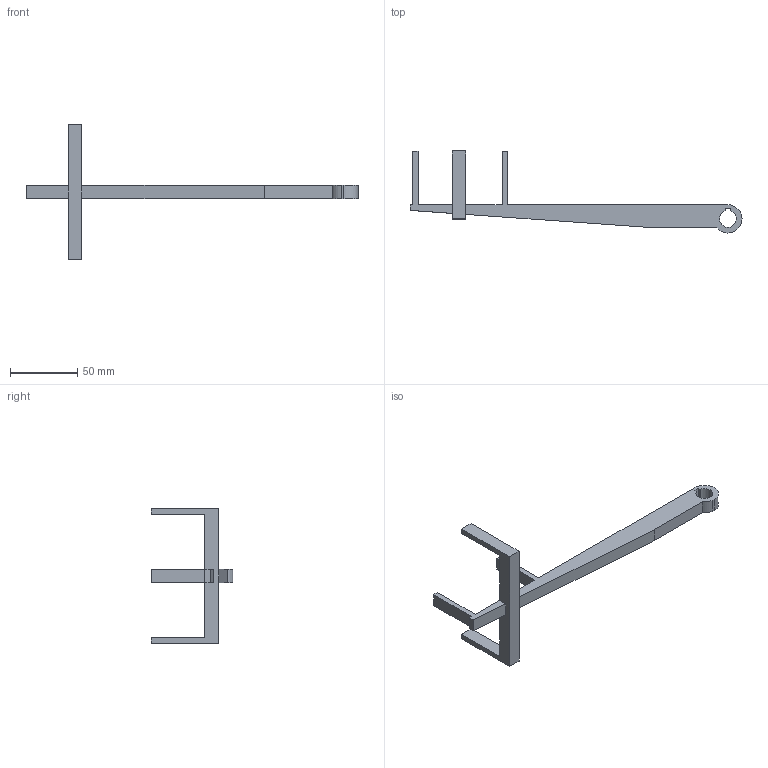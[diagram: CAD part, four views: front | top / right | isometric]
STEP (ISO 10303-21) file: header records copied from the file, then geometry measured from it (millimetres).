
FILE_DESCRIPTION (( 'STEP AP203' ), '1' );
FILE_NAME ('arm_simscape_with_holder.STEP', '2021-06-21T19:33:31', ( '' ), ( '' ), 'SwSTEP 2.0', 'SolidWorks 2019', '' );
FILE_SCHEMA (( 'CONFIG_CONTROL_DESIGN' ));
Length unit declared in the file: centimetre
Products named in the file (1): arm_simscape_with_holder
Bounding box: 247 x 60.96 x 100 mm (x, y, z)
Volume: 45447 mm3; surface area: 19717.8 mm2
Topology: 1 solids, 1 shells, 38 faces, 108 edges, 72 vertices
Faces by surface type: plane 32, cylinder 6
Entity records: 1305 total; most frequent: CARTESIAN_POINT 219, ORIENTED_EDGE 216, DIRECTION 198, EDGE_CURVE 108, VECTOR 96, LINE 96, VERTEX_POINT 72, AXIS2_PLACEMENT_3D 51
